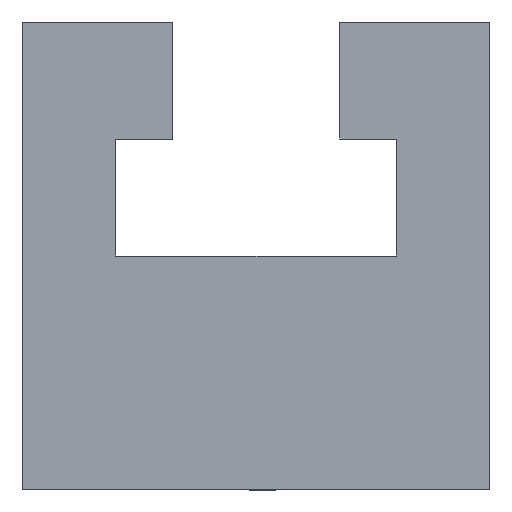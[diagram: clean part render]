
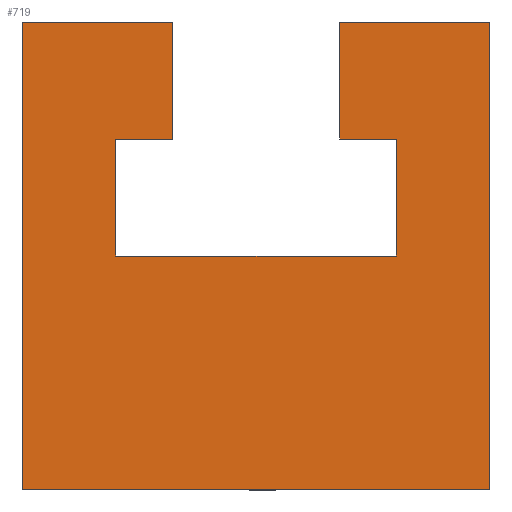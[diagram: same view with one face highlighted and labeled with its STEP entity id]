
A CAD part, left-side view. The second image highlights one B-rep face of the part: STEP entity #719.
In plain terms, the highlighted planar face has unit normal (-1, 0, 0).
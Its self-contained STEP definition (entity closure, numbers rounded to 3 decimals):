
#341=EDGE_CURVE('',#371,#351,#909,.T.);
#351=VERTEX_POINT('',#920);
#359=EDGE_CURVE('',#655,#595,#928,.T.);
#371=VERTEX_POINT('',#940);
#421=VERTEX_POINT('',#993);
#435=EDGE_CURVE('',#595,#371,#1008,.T.);
#469=EDGE_CURVE('',#539,#483,#1046,.T.);
#483=VERTEX_POINT('',#1060);
#493=EDGE_CURVE('',#421,#641,#1071,.T.);
#523=EDGE_CURVE('',#641,#547,#1103,.T.);
#537=EDGE_CURVE('',#565,#539,#1119,.T.);
#539=VERTEX_POINT('',#1121);
#547=VERTEX_POINT('',#1131);
#565=VERTEX_POINT('',#1157);
#595=VERTEX_POINT('',#1190);
#621=EDGE_CURVE('',#351,#565,#1219,.T.);
#641=VERTEX_POINT('',#1242);
#653=EDGE_CURVE('',#725,#655,#1254,.T.);
#655=VERTEX_POINT('',#1256);
#717=EDGE_CURVE('',#749,#725,#1327,.T.);
#719=ADVANCED_FACE('',(#1329),#1330,.F.);
#725=VERTEX_POINT('',#1338);
#749=VERTEX_POINT('',#1362);
#807=EDGE_CURVE('',#483,#421,#1426,.T.);
#833=EDGE_CURVE('',#547,#749,#1453,.T.);
#909=LINE('',#1534,#1535);
#920=CARTESIAN_POINT('',(-100.0,20.0,0.0));
#928=LINE('',#1562,#1563);
#940=CARTESIAN_POINT('',(-100.0,-20.0,0.));
#993=CARTESIAN_POINT('',(-100.0,12.0,30.));
#1008=LINE('',#1668,#1669);
#1046=LINE('',#1718,#1719);
#1060=CARTESIAN_POINT('',(-100.0,7.15,30.));
#1071=LINE('',#1756,#1757);
#1103=LINE('',#1801,#1802);
#1119=LINE('',#1826,#1827);
#1121=CARTESIAN_POINT('',(-100.0,7.15,40.0));
#1131=CARTESIAN_POINT('',(-100.0,-12.0,20.));
#1157=CARTESIAN_POINT('',(-100.0,20.0,40.0));
#1190=CARTESIAN_POINT('',(-100.0,-20.0,40.));
#1219=LINE('',#1956,#1957);
#1242=CARTESIAN_POINT('',(-100.0,12.0,20.));
#1254=LINE('',#2007,#2008);
#1256=CARTESIAN_POINT('',(-100.0,-7.15,40.));
#1327=LINE('',#2106,#2107);
#1329=FACE_OUTER_BOUND('',#2109,.T.);
#1330=PLANE('',#2110);
#1338=CARTESIAN_POINT('',(-100.0,-7.15,30.));
#1362=CARTESIAN_POINT('',(-100.0,-12.0,30.));
#1426=LINE('',#2237,#2238);
#1453=LINE('',#2276,#2277);
#1534=CARTESIAN_POINT('',(-100.0,-20.0,0.));
#1535=VECTOR('',#2358,1.0);
#1562=CARTESIAN_POINT('',(-100.0,-7.15,40.));
#1563=VECTOR('',#2378,1.0);
#1668=CARTESIAN_POINT('',(-100.0,-20.0,40.));
#1669=VECTOR('',#2448,1.0);
#1718=CARTESIAN_POINT('',(-100.0,7.15,40.0));
#1719=VECTOR('',#2499,1.0);
#1756=CARTESIAN_POINT('',(-100.0,12.0,30.));
#1757=VECTOR('',#2521,1.0);
#1801=CARTESIAN_POINT('',(-100.0,12.0,20.));
#1802=VECTOR('',#2559,1.0);
#1826=CARTESIAN_POINT('',(-100.0,20.0,40.0));
#1827=VECTOR('',#2582,1.0);
#1956=CARTESIAN_POINT('',(-100.0,20.0,0.0));
#1957=VECTOR('',#2727,1.0);
#2007=CARTESIAN_POINT('',(-100.0,-7.15,30.));
#2008=VECTOR('',#2760,1.0);
#2106=CARTESIAN_POINT('',(-100.0,-12.0,30.));
#2107=VECTOR('',#2844,1.0);
#2109=EDGE_LOOP('',(#2846,#2847,#2848,#2849,#2850,#2851,#2852,#2853,#2854,#2855,#2856,#2857));
#2110=AXIS2_PLACEMENT_3D('',#2858,#2859,#2860);
#2237=CARTESIAN_POINT('',(-100.0,7.15,30.));
#2238=VECTOR('',#2952,1.0);
#2276=CARTESIAN_POINT('',(-100.0,-12.0,20.));
#2277=VECTOR('',#2971,1.0);
#2358=DIRECTION('',(0.0,1.0,0.0));
#2378=DIRECTION('',(0.0,-1.0,0.0));
#2448=DIRECTION('',(0.0,0.0,-1.0));
#2499=DIRECTION('',(0.0,0.0,-1.0));
#2521=DIRECTION('',(0.0,0.0,-1.0));
#2559=DIRECTION('',(0.0,-1.0,0.0));
#2582=DIRECTION('',(0.0,-1.0,0.0));
#2727=DIRECTION('',(0.0,0.0,1.0));
#2760=DIRECTION('',(0.0,0.0,1.0));
#2844=DIRECTION('',(0.0,1.0,0.0));
#2846=ORIENTED_EDGE('',*,*,#621,.F.);
#2847=ORIENTED_EDGE('',*,*,#341,.F.);
#2848=ORIENTED_EDGE('',*,*,#435,.F.);
#2849=ORIENTED_EDGE('',*,*,#359,.F.);
#2850=ORIENTED_EDGE('',*,*,#653,.F.);
#2851=ORIENTED_EDGE('',*,*,#717,.F.);
#2852=ORIENTED_EDGE('',*,*,#833,.F.);
#2853=ORIENTED_EDGE('',*,*,#523,.F.);
#2854=ORIENTED_EDGE('',*,*,#493,.F.);
#2855=ORIENTED_EDGE('',*,*,#807,.F.);
#2856=ORIENTED_EDGE('',*,*,#469,.F.);
#2857=ORIENTED_EDGE('',*,*,#537,.F.);
#2858=CARTESIAN_POINT('',(-100.0,0.,20.962));
#2859=DIRECTION('',(1.0,0.0,0.0));
#2860=DIRECTION('',(0.0,1.0,0.0));
#2952=DIRECTION('',(0.0,1.0,0.0));
#2971=DIRECTION('',(0.0,0.0,1.0));
